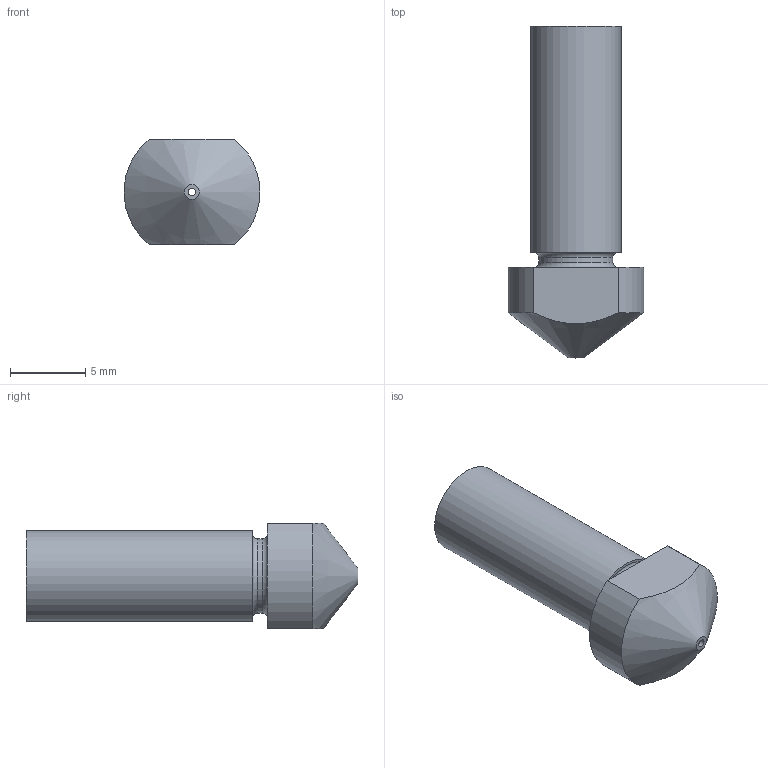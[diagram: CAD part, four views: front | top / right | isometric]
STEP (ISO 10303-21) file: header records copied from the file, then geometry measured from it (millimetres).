
FILE_DESCRIPTION(('FreeCAD Model'),'2;1');
FILE_NAME('extended_hex_nozzle_v0.15.step','2015-03-24T10:16:07',('Author'),(''), 'Open CASCADE STEP processor 6.7','FreeCAD','Unknown');
FILE_SCHEMA(('AUTOMOTIVE_DESIGN_CC2 { 1 2 10303 214 -1 1 5 4 }'));
Length unit declared in the file: millimetre
Products named in the file (1): Fillet
Bounding box: 8.99 x 22 x 7 mm (x, y, z)
Volume: 522.8 mm3; surface area: 722.8 mm2
Topology: 1 solids, 1 shells, 18 faces, 35 edges, 22 vertices
Faces by surface type: plane 7, cylinder 7, torus 2, cone 2
Full cylindrical faces by diameter (mm): 0.5 x1, 3.2 x1, 4.908 x1, 6 x1
Entity records: 951 total; most frequent: CARTESIAN_POINT 196, DIRECTION 143, ORIENTED_EDGE 70, PCURVE 70, DEFINITIONAL_REPRESENTATION 70, LINE 51, VECTOR 51, AXIS2_PLACEMENT_3D 41
